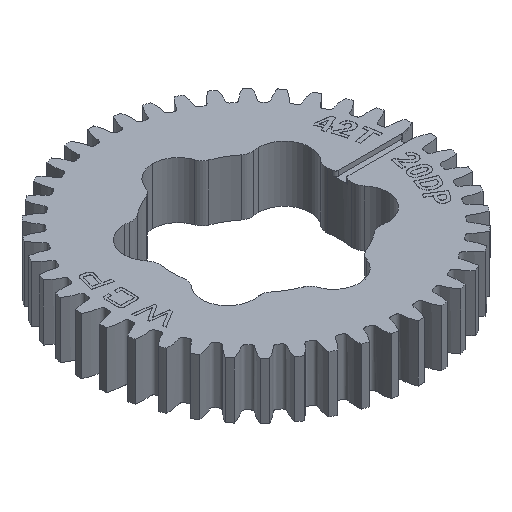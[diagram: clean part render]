
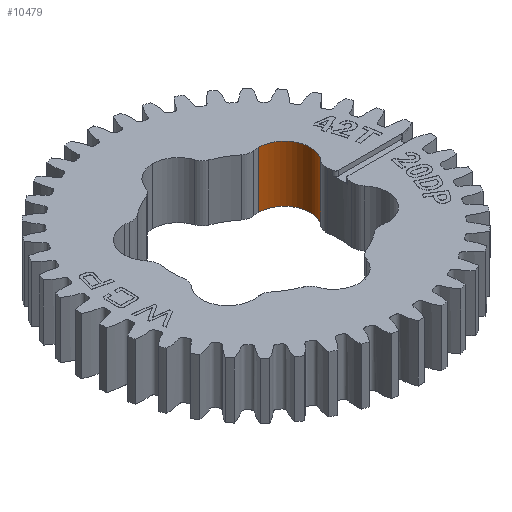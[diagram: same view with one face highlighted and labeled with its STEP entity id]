
A CAD part, isometric view. The second image highlights one B-rep face of the part: STEP entity #10479.
In plain terms, the highlighted cylindrical face has radius 4.366 mm (diameter 8.731 mm), a partial arc.
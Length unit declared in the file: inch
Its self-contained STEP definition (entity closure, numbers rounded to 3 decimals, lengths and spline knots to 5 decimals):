
#70 = CIRCLE ( 'NONE', #21639, 0.17188 ) ;
#571 = FACE_OUTER_BOUND ( 'NONE', #16387, .T. ) ;
#2537 = DIRECTION ( 'NONE',  ( 0., 1., 0. ) ) ;
#4499 = CARTESIAN_POINT ( 'NONE',  ( 0.44654, 0.42969, -0.1875 ) ) ;
#4915 = CARTESIAN_POINT ( 'NONE',  ( 0.44654, 0.42969, 0.25 ) ) ;
#5159 = DIRECTION ( 'NONE',  ( 0., 0., -1. ) ) ;
#5892 = CARTESIAN_POINT ( 'NONE',  ( 0.44654, 0.25781, 0.1875 ) ) ;
#6140 = CARTESIAN_POINT ( 'NONE',  ( 0.57566, 0.14437, 0.25 ) ) ;
#6683 = ORIENTED_EDGE ( 'NONE', *, *, #24316, .F. ) ;
#7083 = VERTEX_POINT ( 'NONE', #18514 ) ;
#7394 = EDGE_CURVE ( 'NONE', #15690, #21518, #23596, .T. ) ;
#7846 = DIRECTION ( 'NONE',  ( 1., 0., 0. ) ) ;
#8148 = DIRECTION ( 'NONE',  ( 0., 0., -1. ) ) ;
#9452 = EDGE_CURVE ( 'NONE', #7083, #22044, #21498, .T. ) ;
#10479 = ADVANCED_FACE ( 'NONE', ( #571 ), #13731, .F. ) ;
#11863 = ORIENTED_EDGE ( 'NONE', *, *, #15716, .T. ) ;
#12091 = AXIS2_PLACEMENT_3D ( 'NONE', #5892, #18811, #7846 ) ;
#13615 = CARTESIAN_POINT ( 'NONE',  ( 0.44654, 0.25781, 0.25 ) ) ;
#13649 = DIRECTION ( 'NONE',  ( 0., 0., -1. ) ) ;
#13731 = CYLINDRICAL_SURFACE ( 'NONE', #20531, 0.17188 ) ;
#14376 = VECTOR ( 'NONE', #13649, 39.37008 ) ;
#15690 = VERTEX_POINT ( 'NONE', #23033 ) ;
#15716 = EDGE_CURVE ( 'NONE', #21518, #22044, #70, .T. ) ;
#16387 = EDGE_LOOP ( 'NONE', ( #6683, #19564, #11863, #21457 ) ) ;
#17852 = VECTOR ( 'NONE', #5159, 39.37008 ) ;
#18514 = CARTESIAN_POINT ( 'NONE',  ( 0.57566, 0.14437, 0.1875 ) ) ;
#18811 = DIRECTION ( 'NONE',  ( 0., 0., -1. ) ) ;
#19110 = CARTESIAN_POINT ( 'NONE',  ( 0.44654, 0.25781, -0.1875 ) ) ;
#19160 = CIRCLE ( 'NONE', #12091, 0.17188 ) ;
#19374 = DIRECTION ( 'NONE',  ( 0., 0., -1. ) ) ;
#19468 = DIRECTION ( 'NONE',  ( 1., 0., 0. ) ) ;
#19564 = ORIENTED_EDGE ( 'NONE', *, *, #7394, .T. ) ;
#20531 = AXIS2_PLACEMENT_3D ( 'NONE', #13615, #19374, #2537 ) ;
#21457 = ORIENTED_EDGE ( 'NONE', *, *, #9452, .F. ) ;
#21498 = LINE ( 'NONE', #6140, #14376 ) ;
#21518 = VERTEX_POINT ( 'NONE', #4499 ) ;
#21639 = AXIS2_PLACEMENT_3D ( 'NONE', #19110, #8148, #19468 ) ;
#21975 = CARTESIAN_POINT ( 'NONE',  ( 0.57566, 0.14437, -0.1875 ) ) ;
#22044 = VERTEX_POINT ( 'NONE', #21975 ) ;
#23033 = CARTESIAN_POINT ( 'NONE',  ( 0.44654, 0.42969, 0.1875 ) ) ;
#23596 = LINE ( 'NONE', #4915, #17852 ) ;
#24316 = EDGE_CURVE ( 'NONE', #15690, #7083, #19160, .T. ) ;
